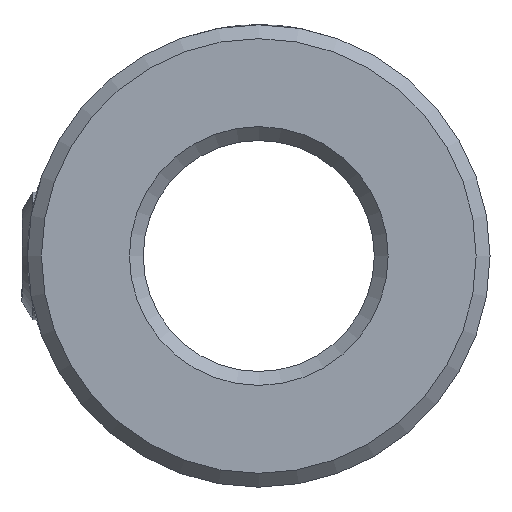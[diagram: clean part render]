
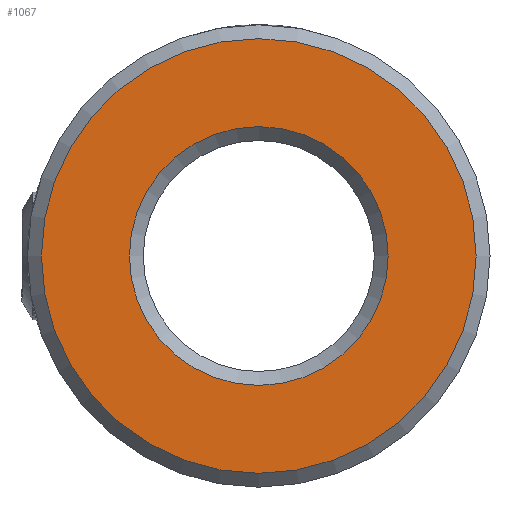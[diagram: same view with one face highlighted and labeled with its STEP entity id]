
A CAD part, left-side view. The second image highlights one B-rep face of the part: STEP entity #1067.
In plain terms, the highlighted planar face has unit normal (-1, 0, 0).
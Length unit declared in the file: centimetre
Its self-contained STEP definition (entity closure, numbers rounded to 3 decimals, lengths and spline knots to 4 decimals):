
#158=PLANE('',#1179);
#354=VERTEX_POINT('',#1716);
#356=VERTEX_POINT('',#1721);
#416=CIRCLE('',#1177,0.5969);
#418=CIRCLE('',#1180,0.3553);
#528=EDGE_CURVE('',#354,#354,#416,.T.);
#530=EDGE_CURVE('',#356,#356,#418,.T.);
#748=ORIENTED_EDGE('',*,*,#530,.F.);
#749=ORIENTED_EDGE('',*,*,#528,.F.);
#864=EDGE_LOOP('',(#748));
#865=EDGE_LOOP('',(#749));
#972=FACE_BOUND('',#864,.T.);
#973=FACE_BOUND('',#865,.T.);
#1067=ADVANCED_FACE('',(#972,#973),#158,.F.);
#1177=AXIS2_PLACEMENT_3D('',#1715,#1412,#1413);
#1179=AXIS2_PLACEMENT_3D('',#1719,#1416,$);
#1180=AXIS2_PLACEMENT_3D('',#1720,#1417,#1418);
#1412=DIRECTION('',(1.,0.,0.));
#1413=DIRECTION('',(0.,0.,0.597));
#1416=DIRECTION('',(1.,0.,0.));
#1417=DIRECTION('',(-1.,0.,0.));
#1418=DIRECTION('',(0.,-0.355,0.));
#1715=CARTESIAN_POINT('',(0.,0.,0.));
#1716=CARTESIAN_POINT('',(0.,0.,-0.5969));
#1719=CARTESIAN_POINT('',(0.,0.,0.));
#1720=CARTESIAN_POINT('',(0.,0.,0.));
#1721=CARTESIAN_POINT('',(0.,0.3553,0.));
